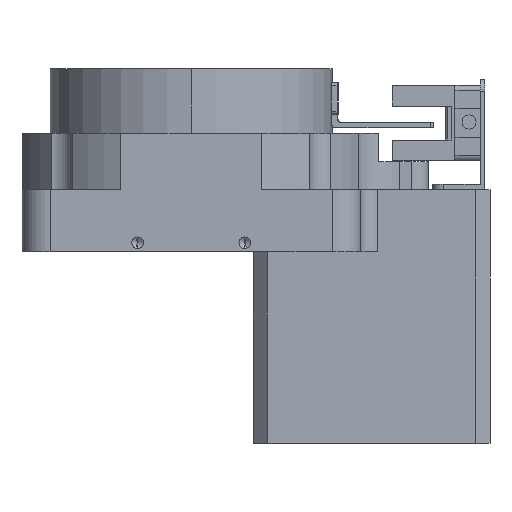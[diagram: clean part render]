
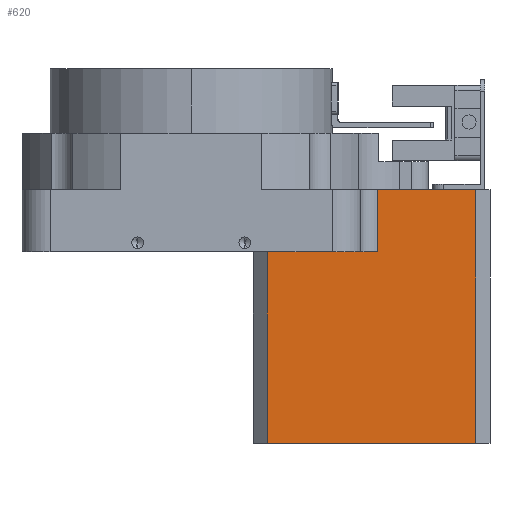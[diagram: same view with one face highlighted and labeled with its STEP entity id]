
A CAD part, left-side view. The second image highlights one B-rep face of the part: STEP entity #620.
In plain terms, the highlighted planar face has unit normal (-1, 0, 0).
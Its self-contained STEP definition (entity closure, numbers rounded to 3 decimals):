
#94 = CARTESIAN_POINT ( 'NONE',  ( -21., -32.975, 32.5 ) ) ;
#155 = CARTESIAN_POINT ( 'NONE',  ( -21., -13.5, 0. ) ) ;
#257 = LINE ( 'NONE', #94, #7116 ) ;
#347 = DIRECTION ( 'NONE',  ( 1., 0., 0. ) ) ;
#416 = CARTESIAN_POINT ( 'NONE',  ( -21., -13.5, -34. ) ) ;
#460 = LINE ( 'NONE', #7426, #7166 ) ;
#556 = CARTESIAN_POINT ( 'NONE',  ( -21., -32.975, 11. ) ) ;
#620 = ADVANCED_FACE ( 'NONE', ( #3688 ), #5909, .F. ) ;
#823 = CARTESIAN_POINT ( 'NONE',  ( -21., -32.975, 0. ) ) ;
#1280 = CARTESIAN_POINT ( 'NONE',  ( -21., -50.5, -34. ) ) ;
#1643 = VECTOR ( 'NONE', #2591, 1000. ) ;
#1762 = VECTOR ( 'NONE', #2155, 1000. ) ;
#1861 = CARTESIAN_POINT ( 'NONE',  ( -21., -13.5, -34. ) ) ;
#1878 = ORIENTED_EDGE ( 'NONE', *, *, #4226, .F. ) ;
#2155 = DIRECTION ( 'NONE',  ( 0., -1., 0. ) ) ;
#2464 = ORIENTED_EDGE ( 'NONE', *, *, #3665, .T. ) ;
#2591 = DIRECTION ( 'NONE',  ( 0., 1., 0. ) ) ;
#2682 = LINE ( 'NONE', #1861, #1643 ) ;
#2763 = VERTEX_POINT ( 'NONE', #5331 ) ;
#2792 = VERTEX_POINT ( 'NONE', #823 ) ;
#3665 = EDGE_CURVE ( 'NONE', #2792, #7240, #8079, .T. ) ;
#3688 = FACE_OUTER_BOUND ( 'NONE', #7144, .T. ) ;
#3889 = DIRECTION ( 'NONE',  ( 0., 0., 1. ) ) ;
#3899 = EDGE_CURVE ( 'NONE', #5889, #6124, #2682, .T. ) ;
#4155 = LINE ( 'NONE', #8327, #1762 ) ;
#4226 = EDGE_CURVE ( 'NONE', #2763, #5889, #460, .T. ) ;
#4245 = EDGE_CURVE ( 'NONE', #6124, #7240, #8017, .T. ) ;
#4544 = VECTOR ( 'NONE', #3889, 1000. ) ;
#5260 = DIRECTION ( 'NONE',  ( 0., 0., -1. ) ) ;
#5331 = CARTESIAN_POINT ( 'NONE',  ( -21., -50.5, 11. ) ) ;
#5417 = CARTESIAN_POINT ( 'NONE',  ( -21., -13.5, 0. ) ) ;
#5425 = ORIENTED_EDGE ( 'NONE', *, *, #3899, .F. ) ;
#5780 = DIRECTION ( 'NONE',  ( 0., 0., -1. ) ) ;
#5889 = VERTEX_POINT ( 'NONE', #1280 ) ;
#5909 = PLANE ( 'NONE',  #7646 ) ;
#6124 = VERTEX_POINT ( 'NONE', #6217 ) ;
#6217 = CARTESIAN_POINT ( 'NONE',  ( -21., -13.5, -34. ) ) ;
#6414 = ORIENTED_EDGE ( 'NONE', *, *, #7929, .F. ) ;
#6485 = CARTESIAN_POINT ( 'NONE',  ( -21., -32.975, 32.5 ) ) ;
#6541 = VECTOR ( 'NONE', #7356, 1000. ) ;
#6627 = ORIENTED_EDGE ( 'NONE', *, *, #4245, .F. ) ;
#6891 = EDGE_CURVE ( 'NONE', #7755, #2792, #257, .T. ) ;
#7116 = VECTOR ( 'NONE', #5780, 1000. ) ;
#7144 = EDGE_LOOP ( 'NONE', ( #6414, #7260, #2464, #6627, #5425, #1878 ) ) ;
#7166 = VECTOR ( 'NONE', #5260, 1000. ) ;
#7240 = VERTEX_POINT ( 'NONE', #155 ) ;
#7260 = ORIENTED_EDGE ( 'NONE', *, *, #6891, .T. ) ;
#7356 = DIRECTION ( 'NONE',  ( 0., 1., 0. ) ) ;
#7426 = CARTESIAN_POINT ( 'NONE',  ( -21., -50.5, 32.5 ) ) ;
#7646 = AXIS2_PLACEMENT_3D ( 'NONE', #6485, #347, #7856 ) ;
#7755 = VERTEX_POINT ( 'NONE', #556 ) ;
#7856 = DIRECTION ( 'NONE',  ( 0., 1., 0. ) ) ;
#7929 = EDGE_CURVE ( 'NONE', #7755, #2763, #4155, .T. ) ;
#8017 = LINE ( 'NONE', #416, #4544 ) ;
#8079 = LINE ( 'NONE', #5417, #6541 ) ;
#8327 = CARTESIAN_POINT ( 'NONE',  ( -21., -32.975, 11. ) ) ;
